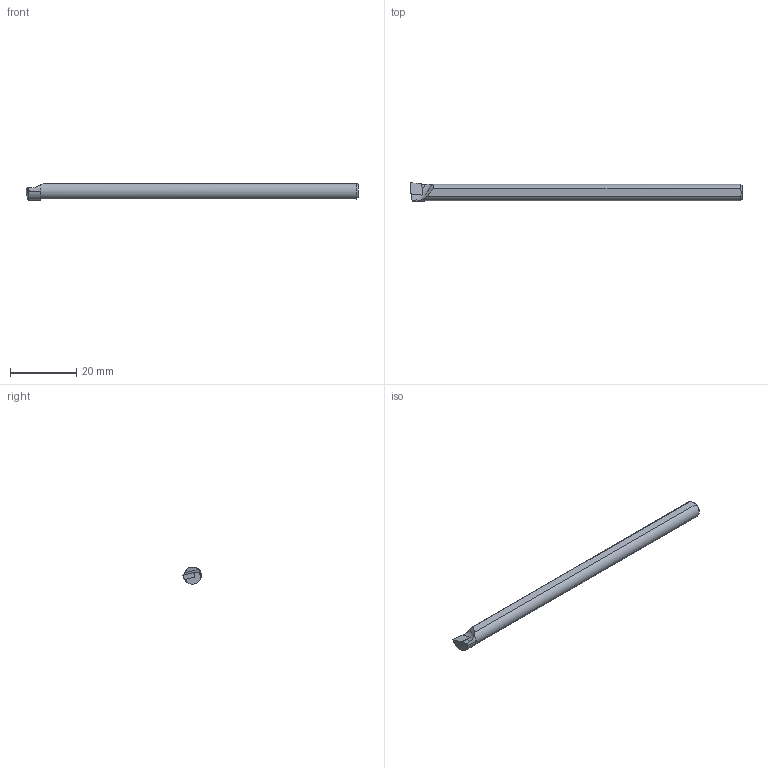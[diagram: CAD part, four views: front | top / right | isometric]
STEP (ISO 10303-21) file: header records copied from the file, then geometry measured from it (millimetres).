
FILE_DESCRIPTION(/* description */ (''),/* implementation_level */ '2;1');
FILE_NAME(/* name */ 'C05H-SCLCL-03.stp',/* time_stamp */ '2023-10-23T14:19:17+03:00',/* author */ (''),/* organization */ (''),/* preprocessor_version */ 'ST-DEVELOPER v19.4',/* originating_system */ 'SIEMENS PLM Software NX2306.3001',/* authorisation */ '');
FILE_SCHEMA (('AUTOMOTIVE_DESIGN { 1 0 10303 214 3 1 1 1 }'));
Length unit declared in the file: millimetre
Products named in the file (1): model1_objects
Bounding box: 99.98 x 5.58 x 4.87 mm (x, y, z)
Volume: 1877.6 mm3; surface area: 1617.2 mm2
Topology: 2 solids, 2 shells, 31 faces, 81 edges, 54 vertices
Faces by surface type: plane 17, cone 10, cylinder 4
Entity records: 1284 total; most frequent: CARTESIAN_POINT 271, ORIENTED_EDGE 158, DIRECTION 156, EDGE_CURVE 79, AXIS2_PLACEMENT_3D 57, VERTEX_POINT 53, LINE 42, VECTOR 42
